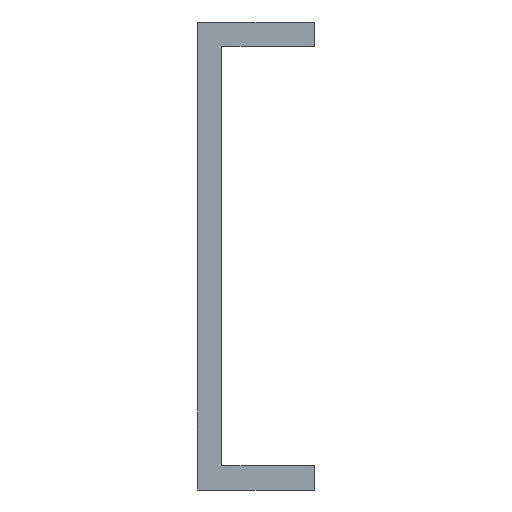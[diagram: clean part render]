
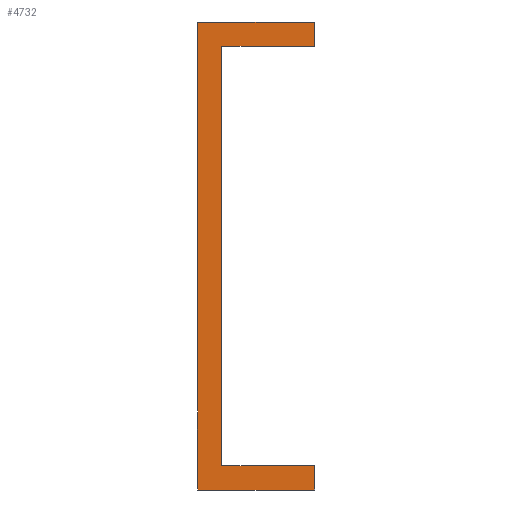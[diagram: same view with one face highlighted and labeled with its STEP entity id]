
A CAD part, front view. The second image highlights one B-rep face of the part: STEP entity #4732.
In plain terms, the highlighted planar face has unit normal (0, -1, 0).
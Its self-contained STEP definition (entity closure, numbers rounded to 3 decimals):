
#81 = CARTESIAN_POINT ( 'NONE',  ( -12., 0., 0. ) ) ;
#115 = ORIENTED_EDGE ( 'NONE', *, *, #1624, .F. ) ;
#290 = VERTEX_POINT ( 'NONE', #6951 ) ;
#485 = DIRECTION ( 'NONE',  ( 1., 0., 0. ) ) ;
#683 = DIRECTION ( 'NONE',  ( 0., 0., 1. ) ) ;
#755 = CARTESIAN_POINT ( 'NONE',  ( -24., 0., 2.5 ) ) ;
#812 = DIRECTION ( 'NONE',  ( 0., 0., -1. ) ) ;
#911 = VECTOR ( 'NONE', #1682, 1000. ) ;
#1035 = VECTOR ( 'NONE', #9308, 1000. ) ;
#1209 = EDGE_CURVE ( 'NONE', #12424, #290, #12022, .T. ) ;
#1561 = ORIENTED_EDGE ( 'NONE', *, *, #11955, .F. ) ;
#1569 = VERTEX_POINT ( 'NONE', #2086 ) ;
#1624 = EDGE_CURVE ( 'NONE', #290, #11622, #11842, .T. ) ;
#1682 = DIRECTION ( 'NONE',  ( -1., 0., 0. ) ) ;
#2086 = CARTESIAN_POINT ( 'NONE',  ( -21.5, 0., 0. ) ) ;
#2271 = VECTOR ( 'NONE', #12205, 1000. ) ;
#2520 = ORIENTED_EDGE ( 'NONE', *, *, #7492, .F. ) ;
#2755 = CARTESIAN_POINT ( 'NONE',  ( -12., 0., -45.5 ) ) ;
#3012 = VECTOR ( 'NONE', #485, 1000. ) ;
#3110 = VERTEX_POINT ( 'NONE', #5613 ) ;
#3497 = VECTOR ( 'NONE', #7426, 1000. ) ;
#3660 = CARTESIAN_POINT ( 'NONE',  ( 24., 0., 2.5 ) ) ;
#3791 = EDGE_LOOP ( 'NONE', ( #1561, #10137, #115, #4366, #2520, #11107, #9314, #13453 ) ) ;
#4033 = VECTOR ( 'NONE', #9758, 1000. ) ;
#4366 = ORIENTED_EDGE ( 'NONE', *, *, #1209, .F. ) ;
#4547 = VECTOR ( 'NONE', #683, 1000. ) ;
#4626 = LINE ( 'NONE', #11482, #1035 ) ;
#4732 = ADVANCED_FACE ( 'NONE', ( #13388 ), #11111, .T. ) ;
#5613 = CARTESIAN_POINT ( 'NONE',  ( -12., 0., -43. ) ) ;
#5949 = DIRECTION ( 'NONE',  ( 0., -1., 0. ) ) ;
#5996 = CARTESIAN_POINT ( 'NONE',  ( 0., 0., 0. ) ) ;
#6019 = LINE ( 'NONE', #7706, #4033 ) ;
#6452 = EDGE_CURVE ( 'NONE', #10031, #9738, #12584, .T. ) ;
#6951 = CARTESIAN_POINT ( 'NONE',  ( -12., 0., 2.5 ) ) ;
#7118 = DIRECTION ( 'NONE',  ( 0., 0., -1. ) ) ;
#7426 = DIRECTION ( 'NONE',  ( 0., 0., -1. ) ) ;
#7492 = EDGE_CURVE ( 'NONE', #9738, #12424, #7642, .T. ) ;
#7578 = CARTESIAN_POINT ( 'NONE',  ( -12., 0., 0. ) ) ;
#7642 = LINE ( 'NONE', #7978, #4547 ) ;
#7706 = CARTESIAN_POINT ( 'NONE',  ( -12., 0., -43. ) ) ;
#7762 = EDGE_CURVE ( 'NONE', #3110, #10031, #6019, .T. ) ;
#7978 = CARTESIAN_POINT ( 'NONE',  ( -24., 0., -45.5 ) ) ;
#8179 = VECTOR ( 'NONE', #7118, 1000. ) ;
#8319 = EDGE_CURVE ( 'NONE', #11622, #1569, #12362, .T. ) ;
#9308 = DIRECTION ( 'NONE',  ( 1., 0., 0. ) ) ;
#9314 = ORIENTED_EDGE ( 'NONE', *, *, #7762, .F. ) ;
#9692 = CARTESIAN_POINT ( 'NONE',  ( -24., 0., -45.5 ) ) ;
#9738 = VERTEX_POINT ( 'NONE', #9692 ) ;
#9758 = DIRECTION ( 'NONE',  ( 0., 0., -1. ) ) ;
#9808 = AXIS2_PLACEMENT_3D ( 'NONE', #5996, #5949, #812 ) ;
#10031 = VERTEX_POINT ( 'NONE', #2755 ) ;
#10067 = EDGE_CURVE ( 'NONE', #10160, #3110, #4626, .T. ) ;
#10137 = ORIENTED_EDGE ( 'NONE', *, *, #8319, .F. ) ;
#10160 = VERTEX_POINT ( 'NONE', #13495 ) ;
#11107 = ORIENTED_EDGE ( 'NONE', *, *, #6452, .F. ) ;
#11111 = PLANE ( 'NONE',  #9808 ) ;
#11297 = CARTESIAN_POINT ( 'NONE',  ( -21.5, 0., 0. ) ) ;
#11477 = LINE ( 'NONE', #11297, #8179 ) ;
#11482 = CARTESIAN_POINT ( 'NONE',  ( -12., 0., -43. ) ) ;
#11622 = VERTEX_POINT ( 'NONE', #7578 ) ;
#11842 = LINE ( 'NONE', #81, #3497 ) ;
#11955 = EDGE_CURVE ( 'NONE', #1569, #10160, #11477, .T. ) ;
#12022 = LINE ( 'NONE', #3660, #3012 ) ;
#12164 = CARTESIAN_POINT ( 'NONE',  ( -21.5, 0., -45.5 ) ) ;
#12205 = DIRECTION ( 'NONE',  ( -1., 0., 0. ) ) ;
#12362 = LINE ( 'NONE', #12827, #911 ) ;
#12424 = VERTEX_POINT ( 'NONE', #755 ) ;
#12584 = LINE ( 'NONE', #12164, #2271 ) ;
#12827 = CARTESIAN_POINT ( 'NONE',  ( -12., 0., 0. ) ) ;
#13388 = FACE_OUTER_BOUND ( 'NONE', #3791, .T. ) ;
#13453 = ORIENTED_EDGE ( 'NONE', *, *, #10067, .F. ) ;
#13495 = CARTESIAN_POINT ( 'NONE',  ( -21.5, 0., -43. ) ) ;
